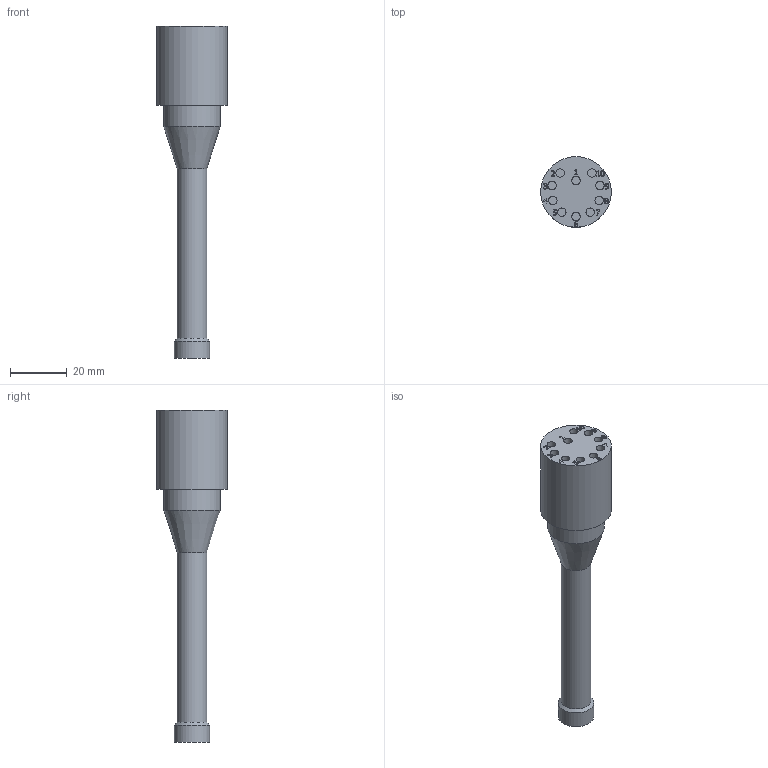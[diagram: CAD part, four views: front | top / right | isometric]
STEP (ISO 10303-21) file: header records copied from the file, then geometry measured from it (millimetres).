
FILE_DESCRIPTION(/* description */ (''),/* implementation_level */ '2;1');
FILE_NAME(/* name */ 'MCDC10F.stp',/* time_stamp */ '2014-11-26T09:03:04+01:00',/* author */ ('sh'),/* organization */ (''),/* preprocessor_version */ 'ST-DEVELOPER v15.2',/* originating_system */ 'Autodesk Inventor 2014',/* authorisation */ '');
FILE_SCHEMA (('AUTOMOTIVE_DESIGN { 1 0 10303 214 3 1 1 }'));
Length unit declared in the file: millimetre
Products named in the file (1): MCDC10F
Bounding box: 25 x 25 x 117.5 mm (x, y, z)
Volume: 24256.9 mm3; surface area: 7432.4 mm2
Topology: 1 solids, 1 shells, 228 faces, 592 edges, 394 vertices
Faces by surface type: bspline 114, plane 98, cylinder 14, cone 2
Full cylindrical faces by diameter (mm): 3 x10, 10.5 x1, 12.5 x1, 20 x1, 25 x1
Entity records: 7655 total; most frequent: CARTESIAN_POINT 2677, ORIENTED_EDGE 1148, DIRECTION 604, EDGE_CURVE 574, VERTEX_POINT 392, LINE 318, VECTOR 318, EDGE_LOOP 272
